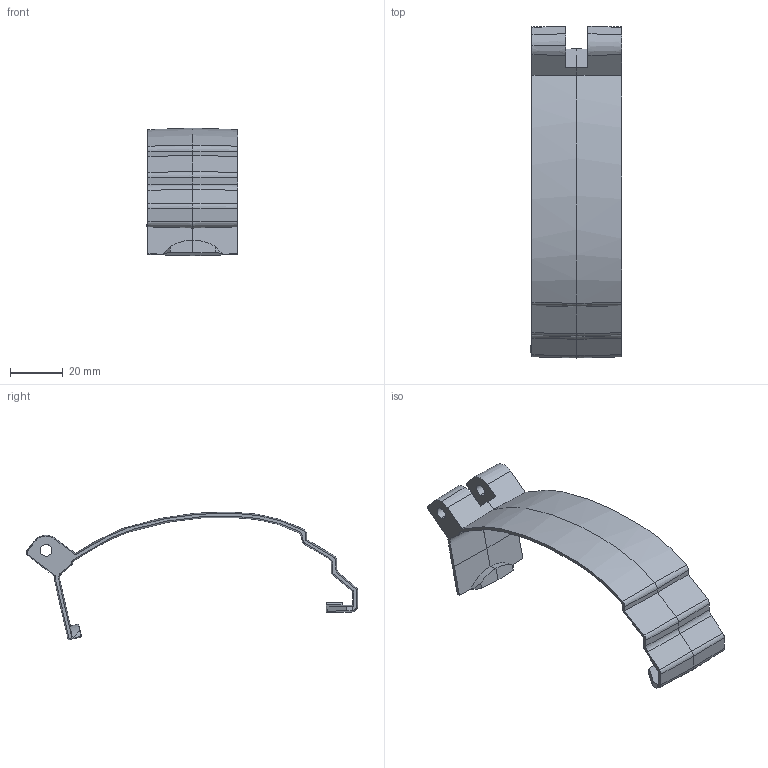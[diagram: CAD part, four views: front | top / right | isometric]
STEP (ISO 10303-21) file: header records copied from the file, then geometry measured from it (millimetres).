
FILE_DESCRIPTION (( 'STEP AP203' ), '1' );
FILE_NAME ('IndexMountABS.STEP', '2025-02-14T23:20:08', ( '' ), ( '' ), 'SwSTEP 2.0', 'SolidWorks 2024', '' );
FILE_SCHEMA (( 'CONFIG_CONTROL_DESIGN' ));
Length unit declared in the file: inch
Products named in the file (1): IndexMountABS
Bounding box: 34.64 x 125.71 x 48.4 mm (x, y, z)
Volume: 13274.5 mm3; surface area: 14872.2 mm2
Topology: 2 solids, 2 shells, 102 faces, 291 edges, 194 vertices
Faces by surface type: plane 69, cone 21, bspline 8, cylinder 4
Entity records: 5345 total; most frequent: CARTESIAN_POINT 2620, ORIENTED_EDGE 582, DIRECTION 505, EDGE_CURVE 291, VECTOR 215, LINE 215, VERTEX_POINT 194, AXIS2_PLACEMENT_3D 145
